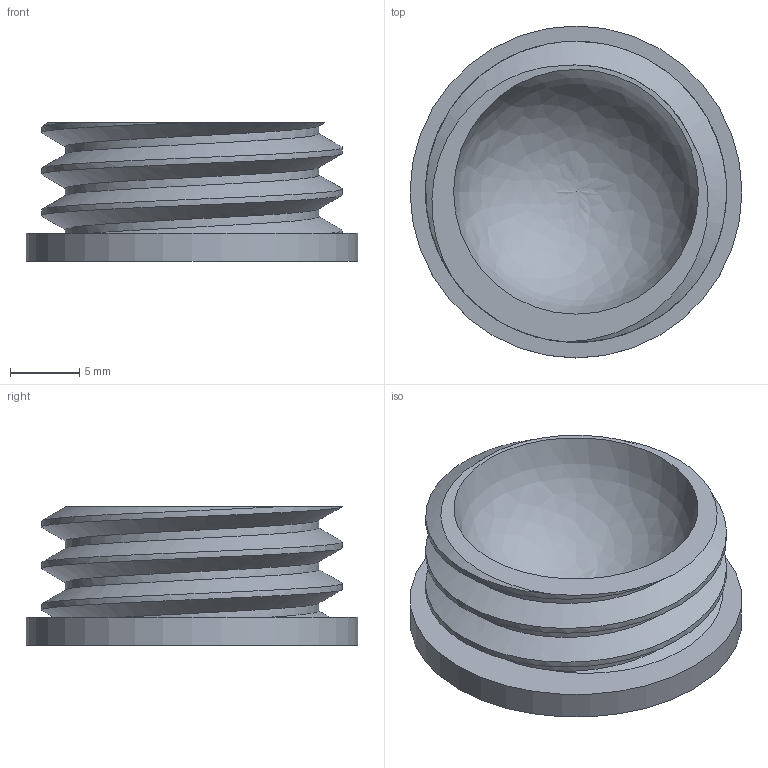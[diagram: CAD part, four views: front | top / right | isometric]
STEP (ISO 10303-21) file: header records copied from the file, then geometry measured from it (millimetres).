
FILE_DESCRIPTION(/* description */ (''),/* implementation_level */ '2;1');
FILE_NAME(/* name */ 'Base.step',/* time_stamp */ '2021-01-27T14:50:32+01:00',/* author */ (''),/* organization */ (''),/* preprocessor_version */ 'ST-DEVELOPER v18.1',/* originating_system */ 'Autodesk Translation Framework v9.7.1.1290',/* authorisation */ '');
FILE_SCHEMA (('AUTOMOTIVE_DESIGN { 1 0 10303 214 3 1 1 }'));
Length unit declared in the file: millimetre
Products named in the file (1): Base
Bounding box: 24 x 24 x 10 mm (x, y, z)
Volume: 2304.1 mm3; surface area: 2060.2 mm2
Topology: 1 solids, 1 shells, 15 faces, 36 edges, 24 vertices
Faces by surface type: cylinder 9, bspline 3, plane 3
Full cylindrical faces by diameter (mm): 18.337 x2, 21.765 x2, 24 x1
Entity records: 1588 total; most frequent: CARTESIAN_POINT 1237, ORIENTED_EDGE 70, DIRECTION 51, EDGE_CURVE 35, VERTEX_POINT 24, AXIS2_PLACEMENT_3D 22, B_SPLINE_CURVE_WITH_KNOTS 19, EDGE_LOOP 17
